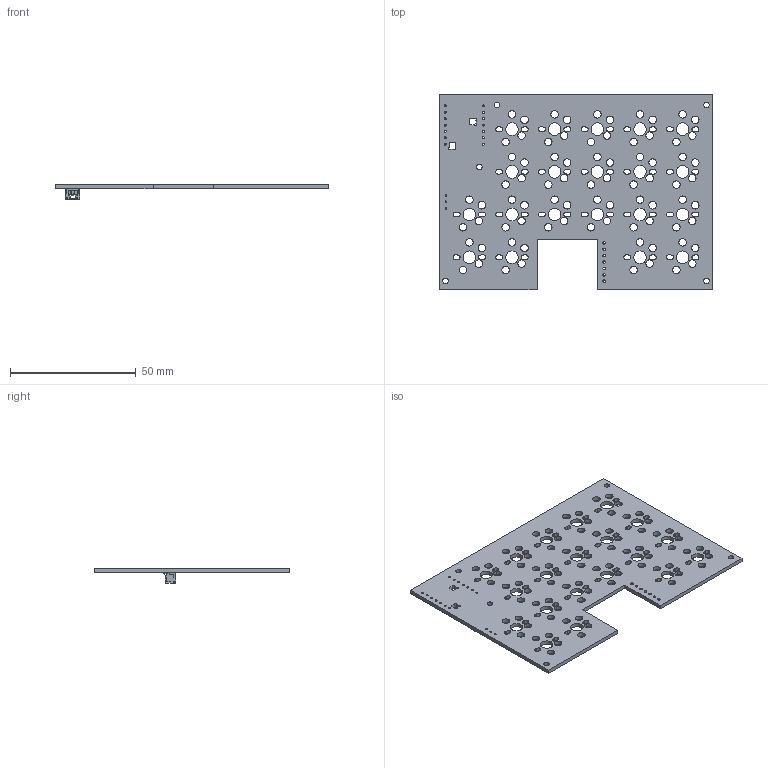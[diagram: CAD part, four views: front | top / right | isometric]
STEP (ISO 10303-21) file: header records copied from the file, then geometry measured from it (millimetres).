
FILE_DESCRIPTION(('KiCad electronic assembly'),'2;1');
FILE_NAME('robagridarray_R PCB.step','2025-02-19T23:42:40',('Pcbnew'),( 'Kicad'),'Open CASCADE STEP processor 7.8','KiCad to STEP converter' ,'Unknown');
FILE_SCHEMA(('AUTOMOTIVE_DESIGN { 1 0 10303 214 1 1 1 1 }'));
Length unit declared in the file: millimetre
Products named in the file (4): robagridarray_R PCB 1; JST_GH_SM02B-GHS-TB_1x02-1MP_P1.25mm_Horizontal; JST_SM02B_GHS_TB; roba_R_PCB
Assembly tree (3 placements, depth 3):
  robagridarray_R PCB 1
    JST_GH_SM02B-GHS-TB_1x02-1MP_P1.25mm_Horizontal
      JST_SM02B_GHS_TB
    roba_R_PCB
Bounding box: 109 x 78 x 5.89 mm (x, y, z)
Volume: 11011.3 mm3; surface area: 16949 mm2
Topology: 2 solids, 2 shells, 595 faces, 1751 edges, 1166 vertices
Faces by surface type: cylinder 425, plane 170
Full cylindrical faces by diameter (mm): 0.813 x14, 1 x7, 2.2 x5, 3 x80, 5 x20
Entity records: 21972 total; most frequent: DIRECTION 3799, CARTESIAN_POINT 3516, ORIENTED_EDGE 3502, EDGE_CURVE 1751, AXIS2_PLACEMENT_3D 1449, VERTEX_POINT 1166, FACE_BOUND 945, EDGE_LOOP 945
